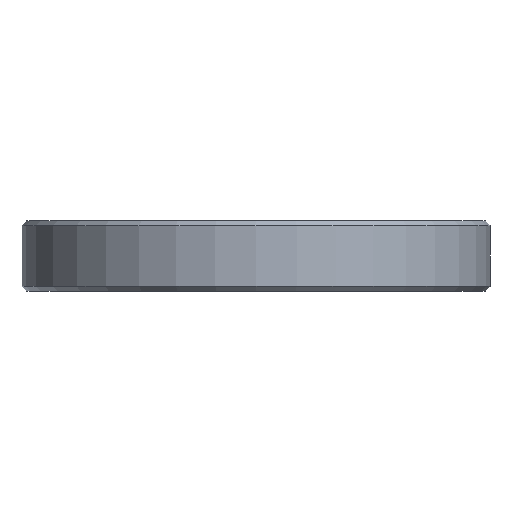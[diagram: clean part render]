
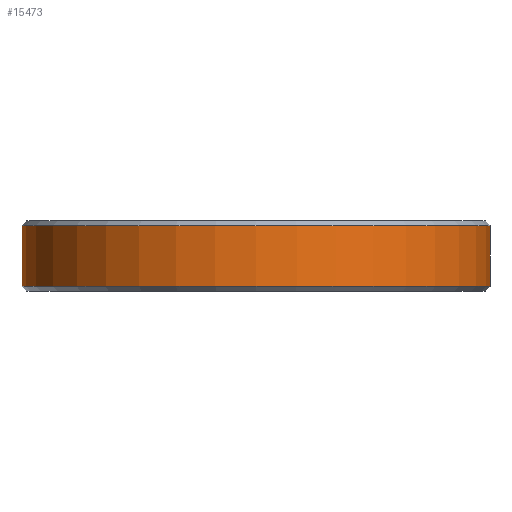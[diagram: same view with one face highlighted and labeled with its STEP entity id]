
A CAD part, front view. The second image highlights one B-rep face of the part: STEP entity #15473.
In plain terms, the highlighted cylindrical face has radius 100 mm (diameter 200 mm), a partial arc.
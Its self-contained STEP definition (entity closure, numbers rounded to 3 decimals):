
#65 = CARTESIAN_POINT ( 'NONE',  ( 100., 0., 30. ) ) ;
#799 = DIRECTION ( 'NONE',  ( 1., 0., 0. ) ) ;
#1426 = DIRECTION ( 'NONE',  ( 0., 0., -1. ) ) ;
#1536 = LINE ( 'NONE', #2912, #14057 ) ;
#1737 = VERTEX_POINT ( 'NONE', #14334 ) ;
#2267 = VECTOR ( 'NONE', #12391, 1000. ) ;
#2912 = CARTESIAN_POINT ( 'NONE',  ( -100., 0., 30. ) ) ;
#3339 = FACE_OUTER_BOUND ( 'NONE', #13106, .T. ) ;
#3458 = CYLINDRICAL_SURFACE ( 'NONE', #9304, 100. ) ;
#4570 = AXIS2_PLACEMENT_3D ( 'NONE', #13298, #18436, #6790 ) ;
#4720 = DIRECTION ( 'NONE',  ( 0., 0., -1. ) ) ;
#5039 = CARTESIAN_POINT ( 'NONE',  ( 100., 0., 28. ) ) ;
#5052 = CARTESIAN_POINT ( 'NONE',  ( 0., 0., 30. ) ) ;
#5661 = LINE ( 'NONE', #65, #2267 ) ;
#6790 = DIRECTION ( 'NONE',  ( 1., 0., 0. ) ) ;
#7548 = DIRECTION ( 'NONE',  ( 0., 0., -1. ) ) ;
#7575 = CARTESIAN_POINT ( 'NONE',  ( 100., 0., 2. ) ) ;
#8194 = CIRCLE ( 'NONE', #4570, 100. ) ;
#9185 = CIRCLE ( 'NONE', #20087, 100. ) ;
#9304 = AXIS2_PLACEMENT_3D ( 'NONE', #5052, #4720, #18968 ) ;
#9326 = ORIENTED_EDGE ( 'NONE', *, *, #21456, .F. ) ;
#9476 = CARTESIAN_POINT ( 'NONE',  ( 0., 0., 28. ) ) ;
#10396 = ORIENTED_EDGE ( 'NONE', *, *, #13909, .T. ) ;
#10626 = ORIENTED_EDGE ( 'NONE', *, *, #19228, .T. ) ;
#12391 = DIRECTION ( 'NONE',  ( 0., 0., -1. ) ) ;
#12969 = EDGE_CURVE ( 'NONE', #1737, #15862, #8194, .T. ) ;
#13106 = EDGE_LOOP ( 'NONE', ( #9326, #10626, #10396, #17371 ) ) ;
#13298 = CARTESIAN_POINT ( 'NONE',  ( 0., 0., 2. ) ) ;
#13909 = EDGE_CURVE ( 'NONE', #14052, #1737, #1536, .T. ) ;
#14052 = VERTEX_POINT ( 'NONE', #20355 ) ;
#14057 = VECTOR ( 'NONE', #1426, 1000. ) ;
#14334 = CARTESIAN_POINT ( 'NONE',  ( -100., 0., 2. ) ) ;
#15473 = ADVANCED_FACE ( 'NONE', ( #3339 ), #3458, .T. ) ;
#15862 = VERTEX_POINT ( 'NONE', #7575 ) ;
#17371 = ORIENTED_EDGE ( 'NONE', *, *, #12969, .T. ) ;
#18436 = DIRECTION ( 'NONE',  ( 0., 0., 1. ) ) ;
#18968 = DIRECTION ( 'NONE',  ( -1., 0., 0. ) ) ;
#19095 = VERTEX_POINT ( 'NONE', #5039 ) ;
#19228 = EDGE_CURVE ( 'NONE', #19095, #14052, #9185, .T. ) ;
#20087 = AXIS2_PLACEMENT_3D ( 'NONE', #9476, #7548, #799 ) ;
#20355 = CARTESIAN_POINT ( 'NONE',  ( -100., 0., 28. ) ) ;
#21456 = EDGE_CURVE ( 'NONE', #19095, #15862, #5661, .T. ) ;
